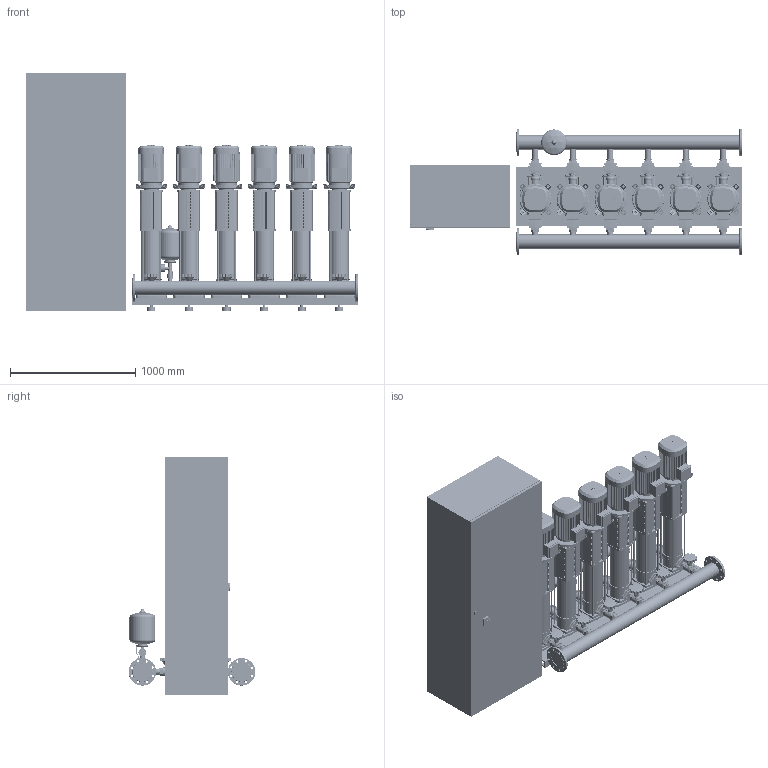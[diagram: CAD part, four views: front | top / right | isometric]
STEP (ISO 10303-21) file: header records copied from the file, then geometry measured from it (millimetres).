
FILE_DESCRIPTION((''),'2;1');
FILE_NAME('3d_CO-6HELIXV1013_K_CC-01-2534157.stp','2016-01-25T07:55:10',(''),(''),'Mechanical Desktop 2009','Mechanical Desktop 2009',', , ');
FILE_SCHEMA(('CONFIG_CONTROL_DESIGN'));
Length unit declared in the file: millimetre
Products named in the file (1): Product
Bounding box: 2650 x 1012 x 1900 mm (x, y, z)
Volume: 999993485.9 mm3; surface area: 23814836.4 mm2
Topology: 292 solids, 292 shells, 11124 faces, 29597 edges, 19410 vertices
Faces by surface type: plane 4894, bspline 3016, cylinder 2560, cone 460, torus 156, sphere 38
Entity records: 368559 total; most frequent: CARTESIAN_POINT 91874, ORIENTED_EDGE 59130, DIRECTION 53241, EDGE_CURVE 29565, VECTOR 19547, LINE 19547, VERTEX_POINT 19404, AXIS2_PLACEMENT_3D 16847
